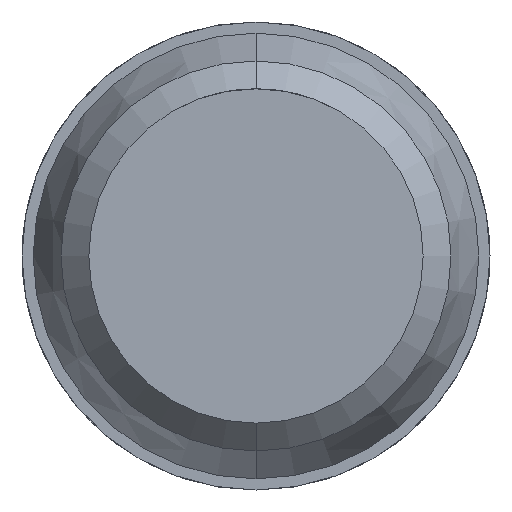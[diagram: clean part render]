
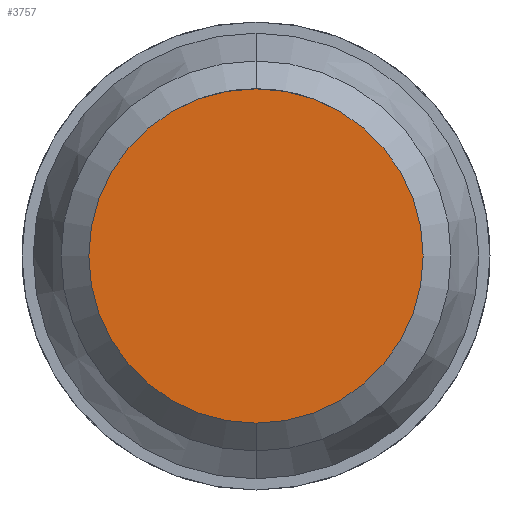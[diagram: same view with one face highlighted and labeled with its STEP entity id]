
A CAD part, front view. The second image highlights one B-rep face of the part: STEP entity #3757.
In plain terms, the highlighted planar face has unit normal (0, -1, 0).
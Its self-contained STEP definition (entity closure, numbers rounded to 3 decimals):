
#550 = AXIS2_PLACEMENT_3D ( 'NONE', #4568, #2328, #2782 ) ;
#784 = ORIENTED_EDGE ( 'NONE', *, *, #5009, .F. ) ;
#1633 = ORIENTED_EDGE ( 'NONE', *, *, #5305, .F. ) ;
#1642 = DIRECTION ( 'NONE',  ( 0., 1., 0. ) ) ;
#1661 = FACE_OUTER_BOUND ( 'NONE', #2821, .T. ) ;
#1848 = DIRECTION ( 'NONE',  ( 0., 0., 1. ) ) ;
#1887 = CARTESIAN_POINT ( 'NONE',  ( 0., -39.6, 0. ) ) ;
#2043 = AXIS2_PLACEMENT_3D ( 'NONE', #4850, #1642, #4809 ) ;
#2328 = DIRECTION ( 'NONE',  ( 0., -1., 0. ) ) ;
#2350 = DIRECTION ( 'NONE',  ( 0., 1., 0. ) ) ;
#2412 = VERTEX_POINT ( 'NONE', #4856 ) ;
#2643 = AXIS2_PLACEMENT_3D ( 'NONE', #1887, #2350, #1848 ) ;
#2782 = DIRECTION ( 'NONE',  ( 0., 0., -1. ) ) ;
#2821 = EDGE_LOOP ( 'NONE', ( #1633, #784 ) ) ;
#3757 = ADVANCED_FACE ( 'Defeature ausgef�hrt2_2', ( #1661 ), #4962, .T. ) ;
#4240 = CIRCLE ( 'NONE', #2643, 1.5 ) ;
#4294 = CARTESIAN_POINT ( 'NONE',  ( 0., -39.6, 1.5 ) ) ;
#4568 = CARTESIAN_POINT ( 'NONE',  ( -1.5, -39.6, 0. ) ) ;
#4634 = VERTEX_POINT ( 'NONE', #4294 ) ;
#4809 = DIRECTION ( 'NONE',  ( 0., 0., 1. ) ) ;
#4850 = CARTESIAN_POINT ( 'NONE',  ( 0., -39.6, 0. ) ) ;
#4856 = CARTESIAN_POINT ( 'NONE',  ( 0., -39.6, -1.5 ) ) ;
#4962 = PLANE ( 'NONE',  #550 ) ;
#5009 = EDGE_CURVE ( 'Defeature ausgef�hrt2_0+Defeature ausgef�hrt2_2+Defeature ausgef�hrt2_2+Defeature ausgef�hrt2_2', #2412, #4634, #5704, .T. ) ;
#5305 = EDGE_CURVE ( 'Defeature ausgef�hrt2_0+Defeature ausgef�hrt2_2+Defeature ausgef�hrt2_2+Defeature ausgef�hrt2_2', #4634, #2412, #4240, .T. ) ;
#5704 = CIRCLE ( 'NONE', #2043, 1.5 ) ;
